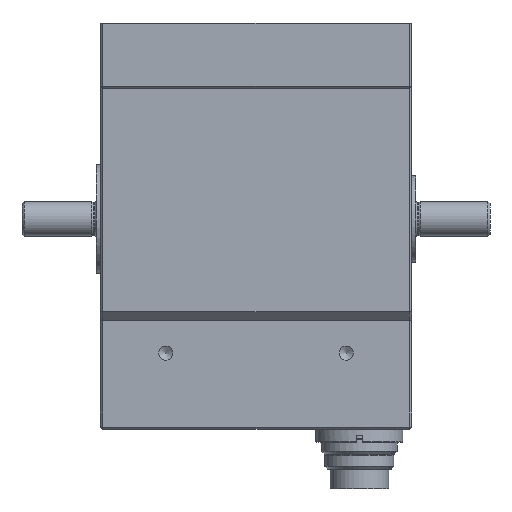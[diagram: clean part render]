
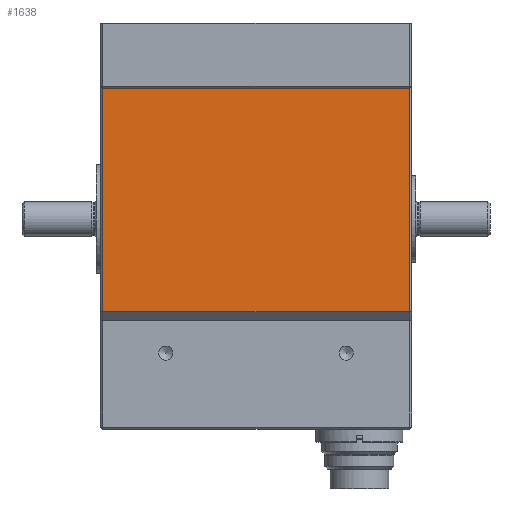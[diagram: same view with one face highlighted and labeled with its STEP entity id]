
A CAD part, front view. The second image highlights one B-rep face of the part: STEP entity #1638.
In plain terms, the highlighted face is planar.
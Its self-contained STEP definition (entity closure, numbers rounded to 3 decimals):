
#1638 = ADVANCED_FACE( '', ( #3288 ), #3289, .T. );
#3288 = FACE_OUTER_BOUND( '', #5179, .T. );
#3289 = PLANE( '', #5180 );
#5179 = EDGE_LOOP( '', ( #8089, #8090, #8091, #8092 ) );
#5180 = AXIS2_PLACEMENT_3D( '', #8093, #8094, #8095 );
#8089 = ORIENTED_EDGE( '', *, *, #10846, .T. );
#8090 = ORIENTED_EDGE( '', *, *, #10268, .T. );
#8091 = ORIENTED_EDGE( '', *, *, #10504, .F. );
#8092 = ORIENTED_EDGE( '', *, *, #10770, .T. );
#8093 = CARTESIAN_POINT( '', ( 22., 71.5, 15. ) );
#8094 = DIRECTION( '', ( 1., 0., 0. ) );
#8095 = DIRECTION( '', ( 0., 0., -1. ) );
#10268 = EDGE_CURVE( '', #11944, #11946, #11948, .T. );
#10504 = EDGE_CURVE( '', #11883, #11946, #12319, .T. );
#10770 = EDGE_CURVE( '', #11883, #12696, #12698, .T. );
#10846 = EDGE_CURVE( '', #12696, #11944, #12802, .T. );
#11883 = VERTEX_POINT( '', #14167 );
#11944 = VERTEX_POINT( '', #14245 );
#11946 = VERTEX_POINT( '', #14248 );
#11948 = LINE( '', #14251, #14252 );
#12319 = LINE( '', #14732, #14733 );
#12696 = VERTEX_POINT( '', #15213 );
#12698 = LINE( '', #15216, #15217 );
#12802 = LINE( '', #15353, #15354 );
#14167 = CARTESIAN_POINT( '', ( 22., 71., 15. ) );
#14245 = CARTESIAN_POINT( '', ( 22., 0.5, 66.3 ) );
#14248 = CARTESIAN_POINT( '', ( 22., 0.5, 15. ) );
#14251 = CARTESIAN_POINT( '', ( 22., 0.5, 15. ) );
#14252 = VECTOR( '', #16505, 1000. );
#14732 = CARTESIAN_POINT( '', ( 22., 71.5, 15. ) );
#14733 = VECTOR( '', #16842, 1000. );
#15213 = CARTESIAN_POINT( '', ( 22., 71., 66.3 ) );
#15216 = CARTESIAN_POINT( '', ( 22., 71., 66.3 ) );
#15217 = VECTOR( '', #17178, 1000. );
#15353 = CARTESIAN_POINT( '', ( 22., 71.5, 66.3 ) );
#15354 = VECTOR( '', #17262, 1000. );
#16505 = DIRECTION( '', ( 0., 0., -1. ) );
#16842 = DIRECTION( '', ( 0., -1., 0. ) );
#17178 = DIRECTION( '', ( 0., 0., 1. ) );
#17262 = DIRECTION( '', ( 0., -1., 0. ) );
